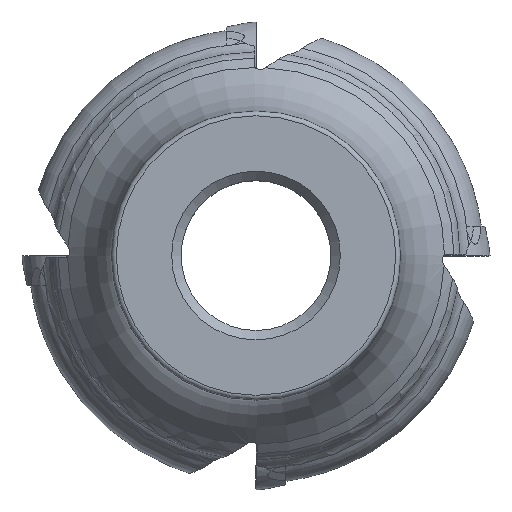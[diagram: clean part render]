
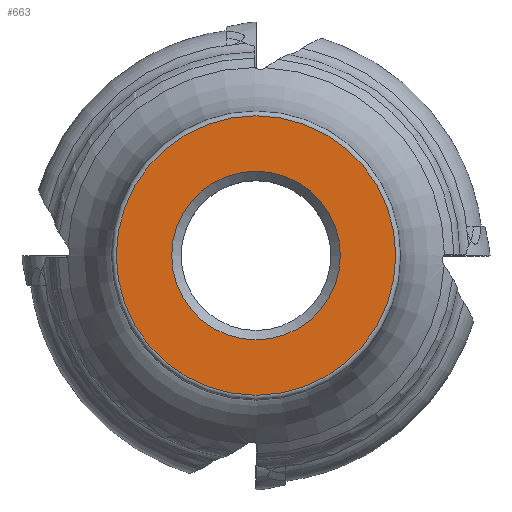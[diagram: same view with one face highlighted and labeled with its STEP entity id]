
A CAD part, top view. The second image highlights one B-rep face of the part: STEP entity #663.
In plain terms, the highlighted planar face has unit normal (0, 0, 1).
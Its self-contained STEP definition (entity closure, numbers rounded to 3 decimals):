
#663=ADVANCED_FACE('',(#1018,#1019),#907,.F.);
#907=PLANE('',#4823);
#1018=FACE_BOUND('',#1158,.T.);
#1019=FACE_BOUND('',#1159,.T.);
#1158=EDGE_LOOP('',(#2184));
#1159=EDGE_LOOP('',(#2185));
#1876=CIRCLE('',#4821,29.85);
#1877=CIRCLE('',#4822,18.006);
#2184=ORIENTED_EDGE('',*,*,#3879,.F.);
#2185=ORIENTED_EDGE('',*,*,#3880,.T.);
#3409=VERTEX_POINT('',#7265);
#3410=VERTEX_POINT('',#7267);
#3879=EDGE_CURVE('',#3409,#3409,#1876,.T.);
#3880=EDGE_CURVE('',#3410,#3410,#1877,.T.);
#4821=AXIS2_PLACEMENT_3D('',#7264,#5454,#5455);
#4822=AXIS2_PLACEMENT_3D('',#7266,#5456,#5457);
#4823=AXIS2_PLACEMENT_3D('',#7268,#5458,#5459);
#5454=DIRECTION('',(0.,0.,-1.));
#5455=DIRECTION('',(0.,-1.,0.));
#5456=DIRECTION('',(0.,0.,-1.));
#5457=DIRECTION('',(0.,-1.,0.));
#5458=DIRECTION('',(0.,0.,-1.));
#5459=DIRECTION('',(0.,1.,0.));
#7264=CARTESIAN_POINT('',(0.,0.,0.));
#7265=CARTESIAN_POINT('',(0.,-29.85,0.));
#7266=CARTESIAN_POINT('',(0.,0.,0.));
#7267=CARTESIAN_POINT('',(0.,-18.006,0.));
#7268=CARTESIAN_POINT('',(18.006,0.,0.));
